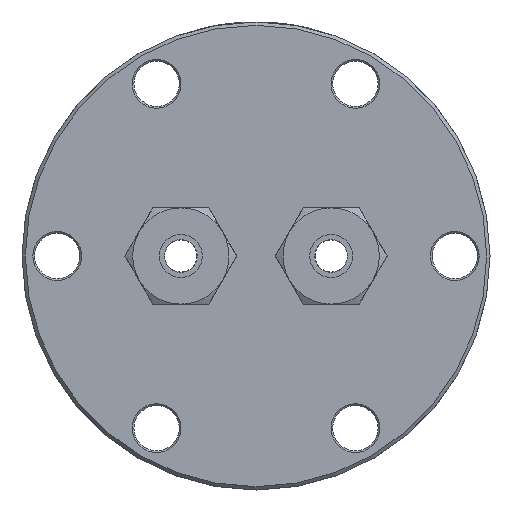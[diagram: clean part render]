
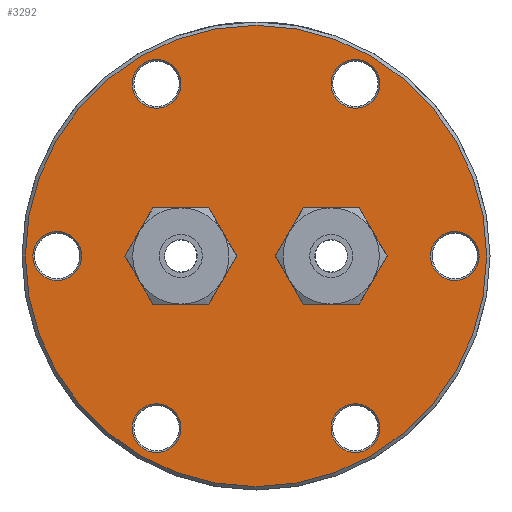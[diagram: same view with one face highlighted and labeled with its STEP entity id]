
A CAD part, left-side view. The second image highlights one B-rep face of the part: STEP entity #3292.
In plain terms, the highlighted face is planar.
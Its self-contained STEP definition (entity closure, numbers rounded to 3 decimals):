
#353=FACE_BOUND('',#709,.T.);
#354=FACE_BOUND('',#710,.T.);
#355=FACE_BOUND('',#711,.T.);
#356=FACE_BOUND('',#712,.T.);
#357=FACE_BOUND('',#713,.T.);
#358=FACE_BOUND('',#714,.T.);
#359=FACE_BOUND('',#715,.T.);
#360=FACE_BOUND('',#716,.T.);
#392=PLANE('',#3658);
#512=FACE_OUTER_BOUND('',#708,.T.);
#708=EDGE_LOOP('',(#2273));
#709=EDGE_LOOP('',(#2274));
#710=EDGE_LOOP('',(#2275));
#711=EDGE_LOOP('',(#2276));
#712=EDGE_LOOP('',(#2277));
#713=EDGE_LOOP('',(#2278));
#714=EDGE_LOOP('',(#2279));
#715=EDGE_LOOP('',(#2280));
#716=EDGE_LOOP('',(#2281));
#1276=CIRCLE('',#3649,6.35);
#1278=CIRCLE('',#3652,6.35);
#1282=CIRCLE('',#3657,34.05);
#1283=CIRCLE('',#3659,3.6);
#1284=CIRCLE('',#3660,3.6);
#1285=CIRCLE('',#3661,3.6);
#1286=CIRCLE('',#3662,3.6);
#1287=CIRCLE('',#3663,3.6);
#1288=CIRCLE('',#3664,3.6);
#1439=VERTEX_POINT('',#4918);
#1441=VERTEX_POINT('',#4924);
#1445=VERTEX_POINT('',#4934);
#1446=VERTEX_POINT('',#4938);
#1447=VERTEX_POINT('',#4940);
#1448=VERTEX_POINT('',#4942);
#1449=VERTEX_POINT('',#4944);
#1450=VERTEX_POINT('',#4946);
#1451=VERTEX_POINT('',#4948);
#1764=EDGE_CURVE('',#1439,#1439,#1276,.T.);
#1767=EDGE_CURVE('',#1441,#1441,#1278,.T.);
#1773=EDGE_CURVE('',#1445,#1445,#1282,.T.);
#1774=EDGE_CURVE('',#1446,#1446,#1283,.T.);
#1775=EDGE_CURVE('',#1447,#1447,#1284,.T.);
#1776=EDGE_CURVE('',#1448,#1448,#1285,.T.);
#1777=EDGE_CURVE('',#1449,#1449,#1286,.T.);
#1778=EDGE_CURVE('',#1450,#1450,#1287,.T.);
#1779=EDGE_CURVE('',#1451,#1451,#1288,.T.);
#2273=ORIENTED_EDGE('',*,*,#1773,.F.);
#2274=ORIENTED_EDGE('',*,*,#1764,.T.);
#2275=ORIENTED_EDGE('',*,*,#1767,.T.);
#2276=ORIENTED_EDGE('',*,*,#1774,.F.);
#2277=ORIENTED_EDGE('',*,*,#1775,.F.);
#2278=ORIENTED_EDGE('',*,*,#1776,.F.);
#2279=ORIENTED_EDGE('',*,*,#1777,.F.);
#2280=ORIENTED_EDGE('',*,*,#1778,.F.);
#2281=ORIENTED_EDGE('',*,*,#1779,.F.);
#3292=ADVANCED_FACE('',(#512,#353,#354,#355,#356,#357,#358,#359,#360),#392,
 .T.);
#3649=AXIS2_PLACEMENT_3D('',#4919,#4020,#4021);
#3652=AXIS2_PLACEMENT_3D('',#4925,#4027,#4028);
#3657=AXIS2_PLACEMENT_3D('',#4936,#4039,#4040);
#3658=AXIS2_PLACEMENT_3D('',#4937,#4041,#4042);
#3659=AXIS2_PLACEMENT_3D('',#4939,#4043,#4044);
#3660=AXIS2_PLACEMENT_3D('',#4941,#4045,#4046);
#3661=AXIS2_PLACEMENT_3D('',#4943,#4047,#4048);
#3662=AXIS2_PLACEMENT_3D('',#4945,#4049,#4050);
#3663=AXIS2_PLACEMENT_3D('',#4947,#4051,#4052);
#3664=AXIS2_PLACEMENT_3D('',#4949,#4053,#4054);
#4020=DIRECTION('center_axis',(0.,1.,0.));
#4021=DIRECTION('ref_axis',(1.,0.,0.));
#4027=DIRECTION('center_axis',(0.,1.,0.));
#4028=DIRECTION('ref_axis',(1.,0.,0.));
#4039=DIRECTION('center_axis',(0.,1.,0.));
#4040=DIRECTION('ref_axis',(1.,0.,0.));
#4041=DIRECTION('center_axis',(0.,-1.,0.));
#4042=DIRECTION('ref_axis',(0.,0.,-1.));
#4043=DIRECTION('center_axis',(0.,-1.,0.));
#4044=DIRECTION('ref_axis',(0.5,0.,0.866));
#4045=DIRECTION('center_axis',(0.,-1.,0.));
#4046=DIRECTION('ref_axis',(-1.,0.,0.));
#4047=DIRECTION('center_axis',(0.,-1.,0.));
#4048=DIRECTION('ref_axis',(0.5,0.,-0.866));
#4049=DIRECTION('center_axis',(0.,-1.,0.));
#4050=DIRECTION('ref_axis',(1.,0.,0.));
#4051=DIRECTION('center_axis',(0.,-1.,0.));
#4052=DIRECTION('ref_axis',(-0.5,0.,-0.866));
#4053=DIRECTION('center_axis',(0.,-1.,0.));
#4054=DIRECTION('ref_axis',(-0.5,0.,0.866));
#4918=CARTESIAN_POINT('',(-6.35,0.,-11.1));
#4919=CARTESIAN_POINT('Origin',(0.,0.,-11.1));
#4924=CARTESIAN_POINT('',(-6.35,0.,11.1));
#4925=CARTESIAN_POINT('Origin',(0.,0.,11.1));
#4934=CARTESIAN_POINT('',(-34.05,0.,0.));
#4936=CARTESIAN_POINT('Origin',(0.,0.,0.));
#4937=CARTESIAN_POINT('Origin',(-34.55,0.,0.));
#4938=CARTESIAN_POINT('',(23.618,0.,-17.793));
#4939=CARTESIAN_POINT('Origin',(25.418,0.,-14.675));
#4940=CARTESIAN_POINT('',(3.6,0.,29.35));
#4941=CARTESIAN_POINT('Origin',(0.,0.,29.35));
#4942=CARTESIAN_POINT('',(-27.218,0.,-11.557));
#4943=CARTESIAN_POINT('Origin',(-25.418,0.,-14.675));
#4944=CARTESIAN_POINT('',(-3.6,0.,-29.35));
#4945=CARTESIAN_POINT('Origin',(0.,0.,-29.35));
#4946=CARTESIAN_POINT('',(-23.618,0.,17.793));
#4947=CARTESIAN_POINT('Origin',(-25.418,0.,14.675));
#4948=CARTESIAN_POINT('',(27.218,0.,11.557));
#4949=CARTESIAN_POINT('Origin',(25.418,0.,14.675));
